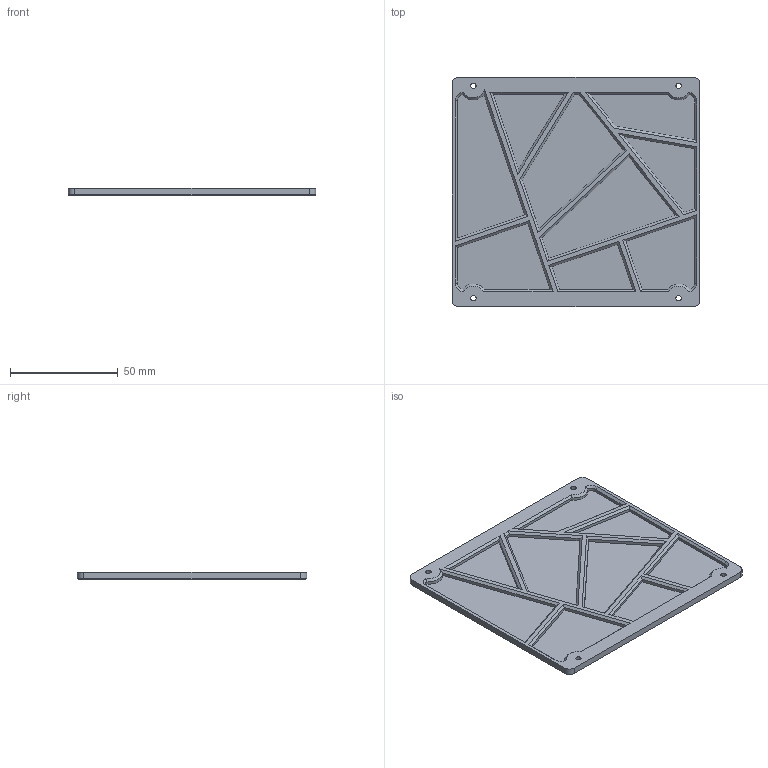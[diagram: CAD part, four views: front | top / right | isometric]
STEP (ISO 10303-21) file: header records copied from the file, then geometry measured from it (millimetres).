
FILE_DESCRIPTION(/* description */ ('STEP AP214'),/* implementation_level */ '2;1');
FILE_NAME(/* name */ '614951bfb60914664c4c348d',/* time_stamp */ '2021-09-21T03:30:07+00:00',/* author */ (''),/* organization */ (''),/* preprocessor_version */ 'ST-DEVELOPER v18.1',/* originating_system */ ' ',/* authorisation */ ' ');
FILE_SCHEMA (('AUTOMOTIVE_DESIGN {1 0 10303 214 3 1 1}'));
Length unit declared in the file: metre
Products named in the file (1): back mid panel
Bounding box: 115.2 x 106.65 x 3.4 mm (x, y, z)
Volume: 21320.2 mm3; surface area: 28185.1 mm2
Topology: 1 solids, 1 shells, 117 faces, 271 edges, 165 vertices
Faces by surface type: plane 89, cylinder 16, cone 12
Full cylindrical faces by diameter (mm): 2.5 x4
Entity records: 3231 total; most frequent: CARTESIAN_POINT 566, DIRECTION 535, ORIENTED_EDGE 526, EDGE_CURVE 263, LINE 211, VECTOR 211, AXIS2_PLACEMENT_3D 162, VERTEX_POINT 161
